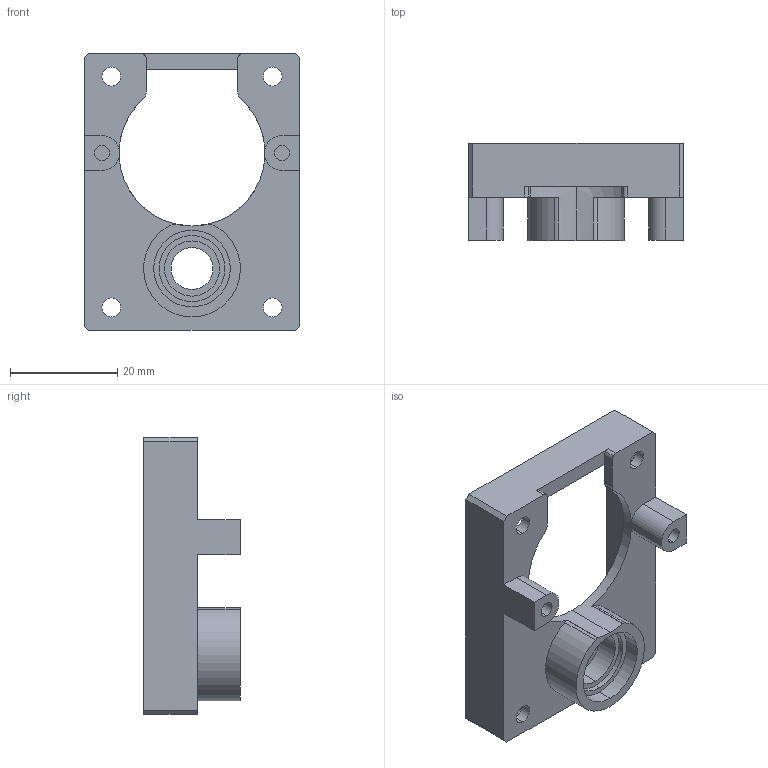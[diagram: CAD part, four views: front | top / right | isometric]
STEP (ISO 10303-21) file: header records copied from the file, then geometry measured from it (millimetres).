
FILE_DESCRIPTION (( 'STEP AP214' ), '1' );
FILE_NAME ('TC-BACK 1.STEP', '2021-08-15T09:18:20', ( '' ), ( '' ), 'SwSTEP 2.0', 'SolidWorks 2020', '' );
FILE_SCHEMA (( 'AUTOMOTIVE_DESIGN' ));
Length unit declared in the file: millimetre
Products named in the file (1): TC-BACK 1
Bounding box: 40 x 18 x 51.5 mm (x, y, z)
Volume: 7931.1 mm3; surface area: 7473 mm2
Topology: 1 solids, 1 shells, 108 faces, 304 edges, 202 vertices
Faces by surface type: cylinder 73, plane 35
Entity records: 4568 total; most frequent: DIRECTION 674, CARTESIAN_POINT 615, ORIENTED_EDGE 608, EDGE_CURVE 304, AXIS2_PLACEMENT_3D 261, VERTEX_POINT 202, VECTOR 152, CIRCLE 152
